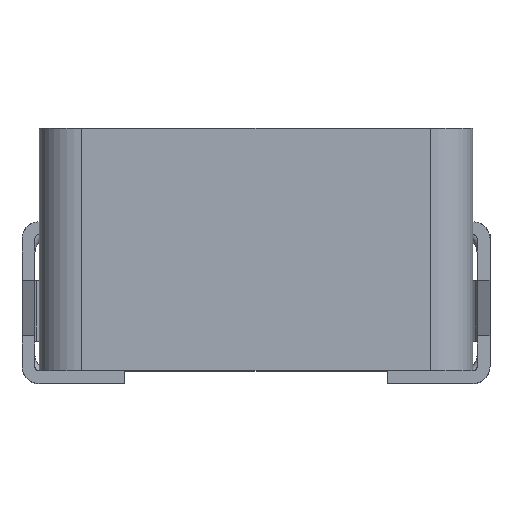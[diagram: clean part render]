
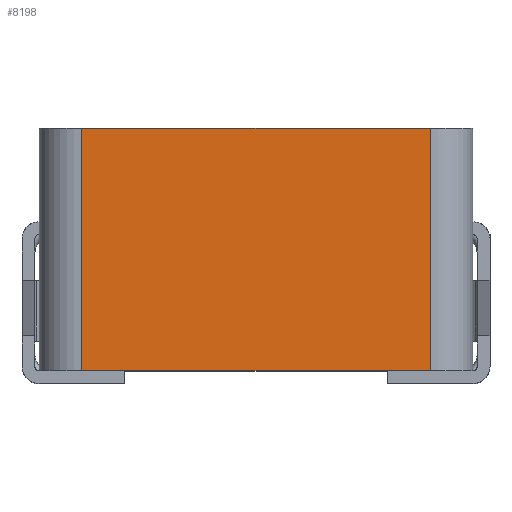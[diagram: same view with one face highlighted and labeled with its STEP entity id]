
A CAD part, top view. The second image highlights one B-rep face of the part: STEP entity #8198.
In plain terms, the highlighted planar face has unit normal (0, 0, 1).
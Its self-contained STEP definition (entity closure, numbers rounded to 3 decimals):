
#1399 = CARTESIAN_POINT ( 'NONE',  ( 2.05, -1.75, 2.5 ) ) ;
#1542 = CARTESIAN_POINT ( 'NONE',  ( 2.05, -1.75, 2.5 ) ) ;
#1792 = DIRECTION ( 'NONE',  ( 0., 1., 0. ) ) ;
#2592 = VERTEX_POINT ( 'NONE', #11993 ) ;
#3069 = FACE_OUTER_BOUND ( 'NONE', #8862, .T. ) ;
#3513 = CARTESIAN_POINT ( 'NONE',  ( 2.05, -1.75, 2.5 ) ) ;
#4487 = CARTESIAN_POINT ( 'NONE',  ( 2.05, 1.1, 2.5 ) ) ;
#4522 = VERTEX_POINT ( 'NONE', #4487 ) ;
#4624 = DIRECTION ( 'NONE',  ( 1., 0., 0. ) ) ;
#4745 = EDGE_CURVE ( 'NONE', #2592, #4522, #11277, .T. ) ;
#5261 = CARTESIAN_POINT ( 'NONE',  ( -2.05, -1.75, 2.5 ) ) ;
#5986 = CARTESIAN_POINT ( 'NONE',  ( 2.05, 1.1, 2.5 ) ) ;
#6231 = ORIENTED_EDGE ( 'NONE', *, *, #7203, .T. ) ;
#6473 = CARTESIAN_POINT ( 'NONE',  ( 2.05, -1.75, 2.5 ) ) ;
#6746 = VERTEX_POINT ( 'NONE', #5261 ) ;
#7040 = ORIENTED_EDGE ( 'NONE', *, *, #8800, .T. ) ;
#7099 = DIRECTION ( 'NONE',  ( 1., 0., 0. ) ) ;
#7203 = EDGE_CURVE ( 'NONE', #10117, #4522, #13767, .T. ) ;
#7832 = LINE ( 'NONE', #9460, #10384 ) ;
#7843 = PLANE ( 'NONE',  #13140 ) ;
#8028 = VECTOR ( 'NONE', #7099, 1000. ) ;
#8160 = ORIENTED_EDGE ( 'NONE', *, *, #9530, .F. ) ;
#8198 = ADVANCED_FACE ( 'NONE', ( #3069 ), #7843, .T. ) ;
#8800 = EDGE_CURVE ( 'NONE', #6746, #10117, #8982, .T. ) ;
#8862 = EDGE_LOOP ( 'NONE', ( #6231, #12989, #8160, #7040 ) ) ;
#8982 = LINE ( 'NONE', #6473, #11572 ) ;
#9097 = DIRECTION ( 'NONE',  ( 0., 1., 0. ) ) ;
#9460 = CARTESIAN_POINT ( 'NONE',  ( -2.05, -1.75, 2.5 ) ) ;
#9530 = EDGE_CURVE ( 'NONE', #6746, #2592, #7832, .T. ) ;
#10117 = VERTEX_POINT ( 'NONE', #1542 ) ;
#10384 = VECTOR ( 'NONE', #1792, 1000. ) ;
#10890 = VECTOR ( 'NONE', #9097, 1000. ) ;
#11188 = DIRECTION ( 'NONE',  ( 0., 0., 1. ) ) ;
#11277 = LINE ( 'NONE', #5986, #8028 ) ;
#11572 = VECTOR ( 'NONE', #11939, 1000. ) ;
#11939 = DIRECTION ( 'NONE',  ( 1., 0., 0. ) ) ;
#11993 = CARTESIAN_POINT ( 'NONE',  ( -2.05, 1.1, 2.5 ) ) ;
#12989 = ORIENTED_EDGE ( 'NONE', *, *, #4745, .F. ) ;
#13140 = AXIS2_PLACEMENT_3D ( 'NONE', #3513, #11188, #4624 ) ;
#13767 = LINE ( 'NONE', #1399, #10890 ) ;
